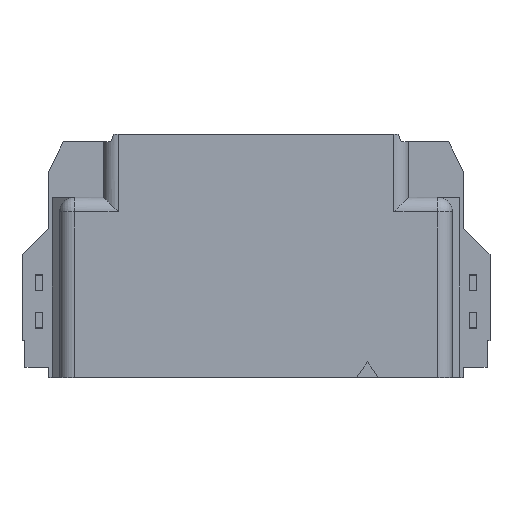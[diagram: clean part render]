
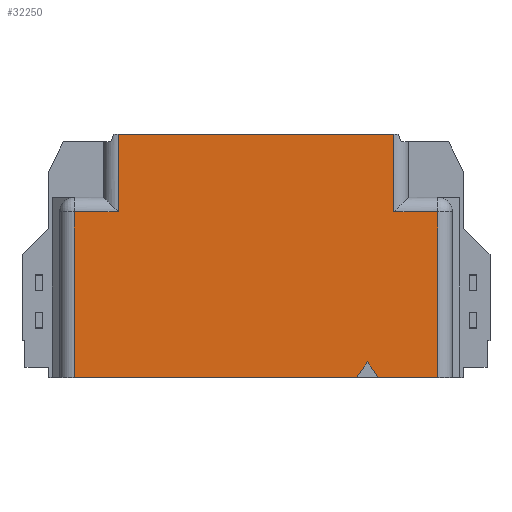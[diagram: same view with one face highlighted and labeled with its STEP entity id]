
A CAD part, top view. The second image highlights one B-rep face of the part: STEP entity #32250.
In plain terms, the highlighted planar face has unit normal (0, 0, 1).
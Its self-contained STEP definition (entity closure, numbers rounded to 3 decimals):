
#3790=CARTESIAN_POINT('',(-9.42,3.,11.));
#3800=VERTEX_POINT('',#3790);
#3850=CARTESIAN_POINT('',(-9.42,3.,11.));
#3860=DIRECTION('',(-1.,0.,0.));
#3870=VECTOR('',#3860,1.);
#3880=LINE('',#3850,#3870);
#3890=CARTESIAN_POINT('',(-12.42,3.,11.));
#3900=VERTEX_POINT('',#3890);
#3910=EDGE_CURVE('',#3800,#3900,#3880,.T.);
#7610=CARTESIAN_POINT('',(6.87,-8.3,11.));
#7620=VERTEX_POINT('',#7610);
#7700=CARTESIAN_POINT('',(8.37,-8.3,11.));
#7710=VERTEX_POINT('',#7700);
#7740=CARTESIAN_POINT('',(-41.93,-8.3,11.));
#7750=DIRECTION('',(1.,0.,0.));
#7760=VECTOR('',#7750,1.);
#7770=LINE('',#7740,#7760);
#7780=CARTESIAN_POINT('',(12.42,-8.3,11.));
#7790=VERTEX_POINT('',#7780);
#7800=EDGE_CURVE('',#7710,#7790,#7770,.T.);
#8520=CARTESIAN_POINT('',(-12.42,-8.3,11.));
#8530=VERTEX_POINT('',#8520);
#8560=CARTESIAN_POINT('',(-41.93,-8.3,11.));
#8570=DIRECTION('',(1.,0.,0.));
#8580=VECTOR('',#8570,1.);
#8590=LINE('',#8560,#8580);
#8600=EDGE_CURVE('',#8530,#7620,#8590,.T.);
#20370=CARTESIAN_POINT('',(12.42,3.,11.));
#20380=VERTEX_POINT('',#20370);
#20410=CARTESIAN_POINT('',(9.42,3.,11.));
#20420=DIRECTION('',(1.,0.,0.));
#20430=VECTOR('',#20420,1.);
#20440=LINE('',#20410,#20430);
#20450=CARTESIAN_POINT('',(9.42,3.,11.));
#20460=VERTEX_POINT('',#20450);
#20470=EDGE_CURVE('',#20460,#20380,#20440,.T.);
#28480=CARTESIAN_POINT('',(9.42,8.3,11.));
#28490=DIRECTION('',(0.,-1.,0.));
#28500=VECTOR('',#28490,1.);
#28510=LINE('',#28480,#28500);
#28520=CARTESIAN_POINT('',(9.42,8.3,11.));
#28530=VERTEX_POINT('',#28520);
#28540=EDGE_CURVE('',#28530,#20460,#28510,.T.);
#31730=CARTESIAN_POINT('',(-13.041,8.715,11.));
#31740=DIRECTION('',(0.,-0.,1.));
#31750=DIRECTION('',(0.,1.,0.));
#31760=AXIS2_PLACEMENT_3D('',#31730,#31740,#31750);
#31770=PLANE('',#31760);
#31780=ORIENTED_EDGE('',*,*,#20470,.F.);
#31790=CARTESIAN_POINT('',(12.42,3.,11.));
#31800=DIRECTION('',(0.,-1.,0.));
#31810=VECTOR('',#31800,1.);
#31820=LINE('',#31790,#31810);
#31830=EDGE_CURVE('',#20380,#7790,#31820,.T.);
#31840=ORIENTED_EDGE('',*,*,#31830,.F.);
#31850=ORIENTED_EDGE('',*,*,#7800,.T.);
#31860=CARTESIAN_POINT('',(6.084,-5.1,11.));
#31870=DIRECTION('',(0.581,-0.814,0.));
#31880=VECTOR('',#31870,1.);
#31890=LINE('',#31860,#31880);
#31900=CARTESIAN_POINT('',(7.62,-7.25,11.));
#31910=VERTEX_POINT('',#31900);
#31920=EDGE_CURVE('',#31910,#7710,#31890,.T.);
#31930=ORIENTED_EDGE('',*,*,#31920,.T.);
#31940=CARTESIAN_POINT('',(9.156,-5.1,11.));
#31950=DIRECTION('',(0.581,0.814,0.));
#31960=VECTOR('',#31950,1.);
#31970=LINE('',#31940,#31960);
#31980=EDGE_CURVE('',#7620,#31910,#31970,.T.);
#31990=ORIENTED_EDGE('',*,*,#31980,.T.);
#32000=ORIENTED_EDGE('',*,*,#8600,.T.);
#32010=CARTESIAN_POINT('',(-12.42,-8.3,11.));
#32020=DIRECTION('',(0.,1.,0.));
#32030=VECTOR('',#32020,1.);
#32040=LINE('',#32010,#32030);
#32050=EDGE_CURVE('',#8530,#3900,#32040,.T.);
#32060=ORIENTED_EDGE('',*,*,#32050,.F.);
#32070=ORIENTED_EDGE('',*,*,#3910,.T.);
#32080=CARTESIAN_POINT('',(-9.42,8.3,11.));
#32090=DIRECTION('',(0.,-1.,0.));
#32100=VECTOR('',#32090,1.);
#32110=LINE('',#32080,#32100);
#32120=CARTESIAN_POINT('',(-9.42,8.3,11.));
#32130=VERTEX_POINT('',#32120);
#32140=EDGE_CURVE('',#32130,#3800,#32110,.T.);
#32150=ORIENTED_EDGE('',*,*,#32140,.T.);
#32160=CARTESIAN_POINT('',(-41.93,8.3,11.));
#32170=DIRECTION('',(-1.,0.,0.));
#32180=VECTOR('',#32170,1.);
#32190=LINE('',#32160,#32180);
#32200=EDGE_CURVE('',#28530,#32130,#32190,.T.);
#32210=ORIENTED_EDGE('',*,*,#32200,.T.);
#32220=ORIENTED_EDGE('',*,*,#28540,.F.);
#32230=EDGE_LOOP('',(#32220,#32210,#32150,#32070,#32060,#32000,#31990,
#31930,#31850,#31840,#31780));
#32240=FACE_OUTER_BOUND('',#32230,.T.);
#32250=ADVANCED_FACE('',(#32240),#31770,.T.);
